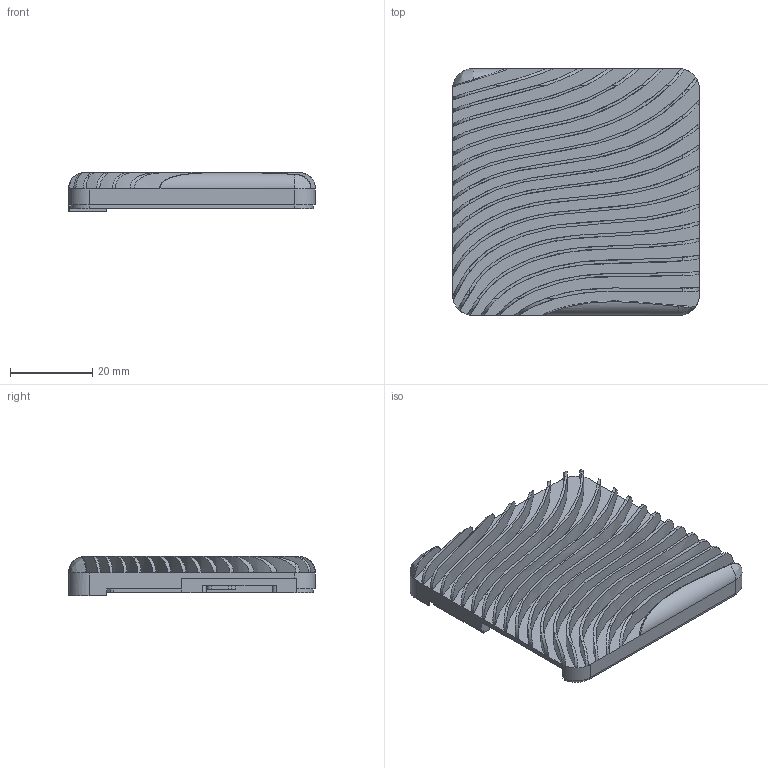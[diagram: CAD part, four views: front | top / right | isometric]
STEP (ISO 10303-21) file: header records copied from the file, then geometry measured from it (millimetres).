
FILE_DESCRIPTION(/* description */ (''),/* implementation_level */ '2;1');
FILE_NAME(/* name */ 'Kawaii Front.step',/* time_stamp */ '2025-07-10T12:48:50-04:00',/* author */ (''),/* organization */ (''),/* preprocessor_version */ 'ST-DEVELOPER v20.1',/* originating_system */ 'Autodesk Translation Framework v14.10.0.0',/* authorisation */ '');
FILE_SCHEMA (('AUTOMOTIVE_DESIGN { 1 0 10303 214 3 1 1 }'));
Length unit declared in the file: millimetre
Products named in the file (1): Kawaii Front
Bounding box: 60 x 60 x 9.48 mm (x, y, z)
Volume: 10217.4 mm3; surface area: 17240.3 mm2
Topology: 1 solids, 1 shells, 311 faces, 899 edges, 596 vertices
Faces by surface type: plane 131, cylinder 128, bspline 52
Full cylindrical faces by diameter (mm): 1.623 x3
Entity records: 14072 total; most frequent: CARTESIAN_POINT 6160, ORIENTED_EDGE 1798, DIRECTION 1443, EDGE_CURVE 899, VERTEX_POINT 596, LINE 521, VECTOR 521, AXIS2_PLACEMENT_3D 461
